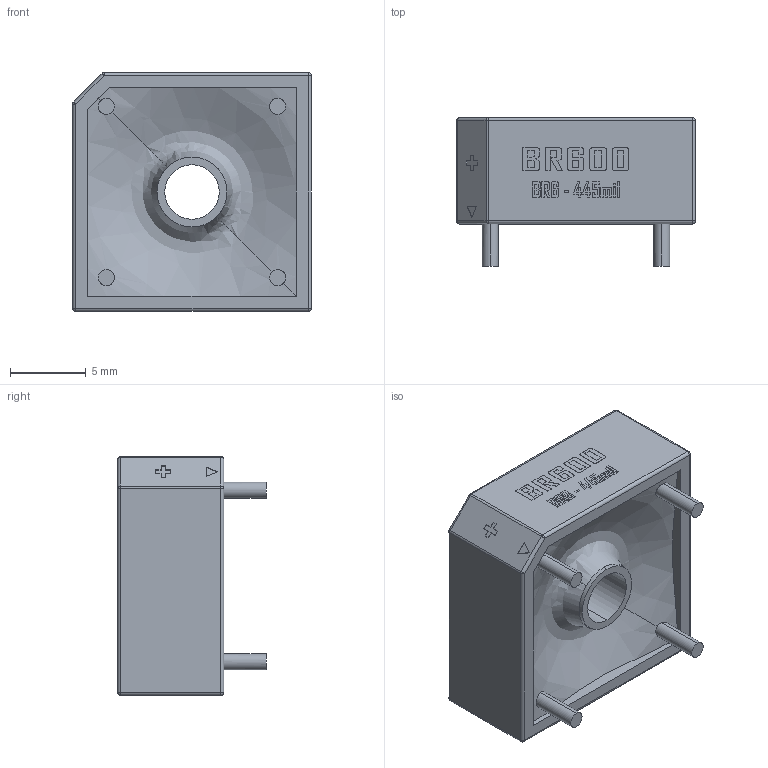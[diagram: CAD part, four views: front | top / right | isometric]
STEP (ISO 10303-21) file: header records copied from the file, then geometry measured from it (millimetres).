
FILE_DESCRIPTION (( 'STEP AP214' ), '1' );
FILE_NAME ('BR6___Max_Size__.STEP', '2023-03-07T20:13:37', ( '' ), ( '' ), 'SwSTEP 2.0', 'SolidWorks 2020', '' );
FILE_SCHEMA (( 'AUTOMOTIVE_DESIGN' ));
Length unit declared in the file: millimetre
Products named in the file (1): BR6___Max_Size__
Bounding box: 15.75 x 9.8 x 15.75 mm (x, y, z)
Volume: 1448 mm3; surface area: 1077.2 mm2
Topology: 1 solids, 1 shells, 361 faces, 955 edges, 619 vertices
Faces by surface type: plane 267, bspline 55, cylinder 27, sphere 10, torus 2
Entity records: 15802 total; most frequent: CARTESIAN_POINT 4133, ORIENTED_EDGE 1890, DIRECTION 1483, EDGE_CURVE 945, LINE 765, VECTOR 765, VERTEX_POINT 619, EDGE_LOOP 396
